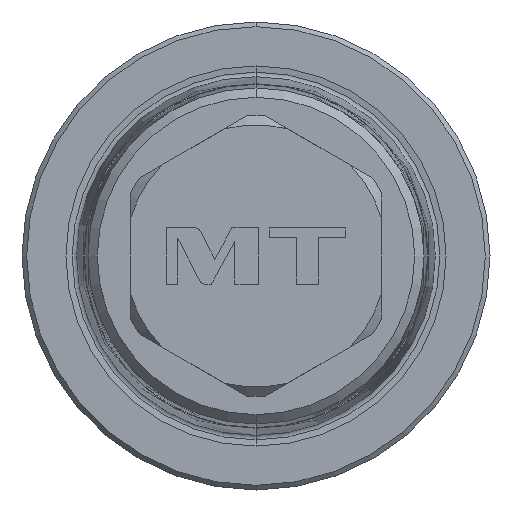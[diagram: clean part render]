
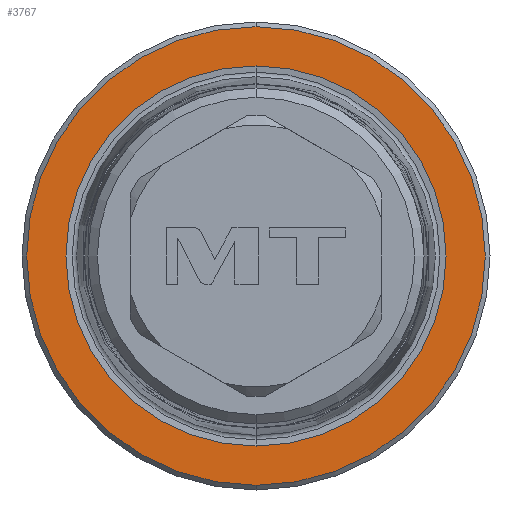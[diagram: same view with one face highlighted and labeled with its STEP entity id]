
A CAD part, front view. The second image highlights one B-rep face of the part: STEP entity #3767.
In plain terms, the highlighted planar face has unit normal (0, -1, 0).
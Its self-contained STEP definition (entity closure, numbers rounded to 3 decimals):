
#709=CARTESIAN_POINT('',(0.,0.,0.));
#710=DIRECTION('',(0.,1.,0.));
#711=DIRECTION('',(0.,0.,-1.));
#712=AXIS2_PLACEMENT_3D('',#709,#710,#711);
#714=CARTESIAN_POINT('',(0.,0.,0.));
#715=DIRECTION('',(0.,1.,0.));
#716=DIRECTION('',(0.,0.,1.));
#717=AXIS2_PLACEMENT_3D('',#714,#715,#716);
#719=CARTESIAN_POINT('',(0.,0.,0.));
#720=DIRECTION('',(0.,-1.,0.));
#721=DIRECTION('',(0.,0.,1.));
#722=AXIS2_PLACEMENT_3D('',#719,#720,#721);
#724=CARTESIAN_POINT('',(0.,0.,0.));
#725=DIRECTION('',(0.,-1.,0.));
#726=DIRECTION('',(0.,0.,-1.));
#727=AXIS2_PLACEMENT_3D('',#724,#725,#726);
#2681=CARTESIAN_POINT('',(0.,0.,-24.5));
#2682=CARTESIAN_POINT('',(0.,0.,24.5));
#2683=VERTEX_POINT('',#2681);
#2684=VERTEX_POINT('',#2682);
#2785=CARTESIAN_POINT('',(0.,0.,20.308));
#2786=CARTESIAN_POINT('',(0.,0.,-20.308));
#2787=VERTEX_POINT('',#2785);
#2788=VERTEX_POINT('',#2786);
#3752=CARTESIAN_POINT('',(0.,0.,0.));
#3753=DIRECTION('',(0.,-1.,0.));
#3754=DIRECTION('',(0.,0.,-1.));
#3755=AXIS2_PLACEMENT_3D('',#3752,#3753,#3754);
#3756=PLANE('',#3755);
#3757=ORIENTED_EDGE('',*,*,#3734,.T.);
#3758=ORIENTED_EDGE('',*,*,#3719,.T.);
#3759=EDGE_LOOP('',(#3757,#3758));
#3760=FACE_OUTER_BOUND('',#3759,.F.);
#3762=ORIENTED_EDGE('',*,*,#3761,.T.);
#3764=ORIENTED_EDGE('',*,*,#3763,.T.);
#3765=EDGE_LOOP('',(#3762,#3764));
#3766=FACE_BOUND('',#3765,.F.);
#3767=ADVANCED_FACE('',(#3760,#3766),#3756,.T.);
#713=CIRCLE('',#712,24.5);
#718=CIRCLE('',#717,24.5);
#723=CIRCLE('',#722,20.308);
#728=CIRCLE('',#727,20.308);
#3719=EDGE_CURVE('',#2684,#2683,#718,.T.);
#3734=EDGE_CURVE('',#2683,#2684,#713,.T.);
#3761=EDGE_CURVE('',#2787,#2788,#723,.T.);
#3763=EDGE_CURVE('',#2788,#2787,#728,.T.);
